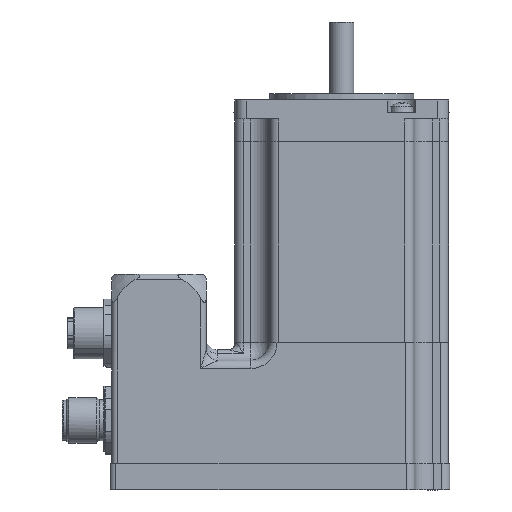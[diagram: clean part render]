
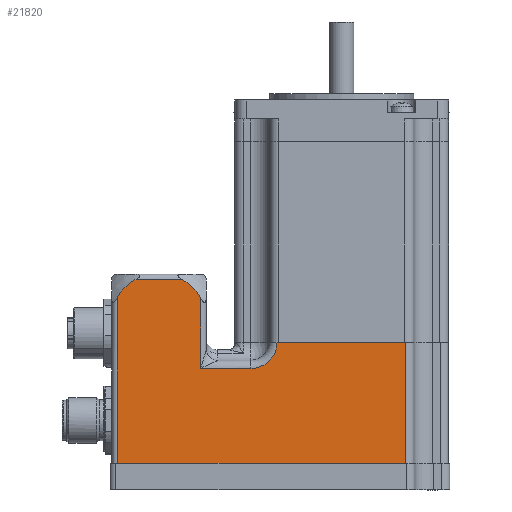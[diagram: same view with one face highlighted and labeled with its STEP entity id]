
A CAD part, left-side view. The second image highlights one B-rep face of the part: STEP entity #21820.
In plain terms, the highlighted planar face has unit normal (-1, 0, 0).
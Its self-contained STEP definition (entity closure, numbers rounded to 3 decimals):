
#1764=FACE_OUTER_BOUND('',#3168,.T.);
#3168=EDGE_LOOP('',(#15881,#15882,#15883,#15884,#15885,#15886,#15887,#15888,
#15889,#15890));
#4748=CIRCLE('',#23530,12.);
#4754=CIRCLE('',#23543,12.);
#4772=CIRCLE('',#23580,6.917);
#5931=LINE('',#33950,#7535);
#5933=LINE('',#33973,#7537);
#6007=LINE('',#34413,#7611);
#6017=LINE('',#34532,#7621);
#6019=LINE('',#34536,#7623);
#6035=LINE('',#34593,#7639);
#6036=LINE('',#34595,#7640);
#7535=VECTOR('',#26974,13.3);
#7537=VECTOR('',#26980,18.726);
#7611=VECTOR('',#27334,12.619);
#7621=VECTOR('',#27376,76.1);
#7623=VECTOR('',#27382,43.809);
#7639=VECTOR('',#27440,32.);
#7640=VECTOR('',#27441,33.883);
#9294=VERTEX_POINT('',#33732);
#9323=VERTEX_POINT('',#33949);
#9325=VERTEX_POINT('',#33955);
#9414=VERTEX_POINT('',#34295);
#9422=VERTEX_POINT('',#34393);
#9425=VERTEX_POINT('',#34437);
#9440=VERTEX_POINT('',#34529);
#9441=VERTEX_POINT('',#34531);
#9461=VERTEX_POINT('',#34592);
#9462=VERTEX_POINT('',#34594);
#11675=EDGE_CURVE('',#9294,#9323,#5931,.T.);
#11679=EDGE_CURVE('',#9325,#9294,#5933,.T.);
#11813=EDGE_CURVE('',#9414,#9325,#4748,.T.);
#11827=EDGE_CURVE('',#9422,#9414,#6007,.T.);
#11831=EDGE_CURVE('',#9425,#9422,#4754,.T.);
#11851=EDGE_CURVE('',#9440,#9441,#6017,.T.);
#11854=EDGE_CURVE('',#9441,#9425,#6019,.T.);
#11878=EDGE_CURVE('',#9461,#9440,#6035,.T.);
#11879=EDGE_CURVE('',#9462,#9461,#6036,.T.);
#11880=EDGE_CURVE('',#9323,#9462,#4772,.T.);
#15881=ORIENTED_EDGE('',*,*,#11679,.F.);
#15882=ORIENTED_EDGE('',*,*,#11813,.F.);
#15883=ORIENTED_EDGE('',*,*,#11827,.F.);
#15884=ORIENTED_EDGE('',*,*,#11831,.F.);
#15885=ORIENTED_EDGE('',*,*,#11854,.F.);
#15886=ORIENTED_EDGE('',*,*,#11851,.F.);
#15887=ORIENTED_EDGE('',*,*,#11878,.F.);
#15888=ORIENTED_EDGE('',*,*,#11879,.F.);
#15889=ORIENTED_EDGE('',*,*,#11880,.F.);
#15890=ORIENTED_EDGE('',*,*,#11675,.F.);
#20139=PLANE('',#23579);
#21820=ADVANCED_FACE('',(#1764),#20139,.T.);
#23530=AXIS2_PLACEMENT_3D('',#34315,#27307,#27308);
#23543=AXIS2_PLACEMENT_3D('',#34455,#27339,#27340);
#23579=AXIS2_PLACEMENT_3D('',#34591,#27438,#27439);
#23580=AXIS2_PLACEMENT_3D('',#34596,#27442,#27443);
#26974=DIRECTION('',(0.,-1.,0.));
#26980=DIRECTION('',(0.,0.,-1.));
#27307=DIRECTION('center_axis',(1.,0.,0.));
#27308=DIRECTION('ref_axis',(0.,1.,0.));
#27334=DIRECTION('',(0.,-1.,0.));
#27339=DIRECTION('center_axis',(1.,0.,0.));
#27340=DIRECTION('ref_axis',(0.,1.,0.));
#27376=DIRECTION('',(0.,1.,0.));
#27382=DIRECTION('',(0.,0.,1.));
#27438=DIRECTION('center_axis',(-1.,0.,0.));
#27439=DIRECTION('ref_axis',(0.,1.,0.));
#27440=DIRECTION('',(0.,0.,-1.));
#27441=DIRECTION('',(0.,-1.,0.));
#27442=DIRECTION('center_axis',(-1.,0.,0.));
#27443=DIRECTION('ref_axis',(0.,-0.707,-0.707));
#33732=CARTESIAN_POINT('',(-28.2,37.3,-66.217));
#33949=CARTESIAN_POINT('',(-28.2,24.,-66.217));
#33950=CARTESIAN_POINT('',(-28.2,37.3,-66.217));
#33955=CARTESIAN_POINT('',(-28.2,37.3,-47.491));
#33973=CARTESIAN_POINT('',(-28.2,37.3,-47.491));
#34295=CARTESIAN_POINT('',(-28.2,41.991,-42.8));
#34315=CARTESIAN_POINT('Origin',(-28.2,47.8,-53.3));
#34393=CARTESIAN_POINT('',(-28.2,54.609,-42.8));
#34413=CARTESIAN_POINT('',(-28.2,54.609,-42.8));
#34437=CARTESIAN_POINT('',(-28.2,59.3,-47.491));
#34455=CARTESIAN_POINT('Origin',(-28.2,48.8,-53.3));
#34529=CARTESIAN_POINT('',(-28.2,-16.8,-91.3));
#34531=CARTESIAN_POINT('',(-28.2,59.3,-91.3));
#34532=CARTESIAN_POINT('',(-28.2,-16.8,-91.3));
#34536=CARTESIAN_POINT('',(-28.2,59.3,-91.3));
#34591=CARTESIAN_POINT('Origin',(-28.2,-19.,-59.3));
#34592=CARTESIAN_POINT('',(-28.2,-16.8,-59.3));
#34593=CARTESIAN_POINT('',(-28.2,-16.8,-59.3));
#34594=CARTESIAN_POINT('',(-28.2,17.083,-59.3));
#34595=CARTESIAN_POINT('',(-28.2,17.083,-59.3));
#34596=CARTESIAN_POINT('Origin',(-28.2,24.,-59.3));
